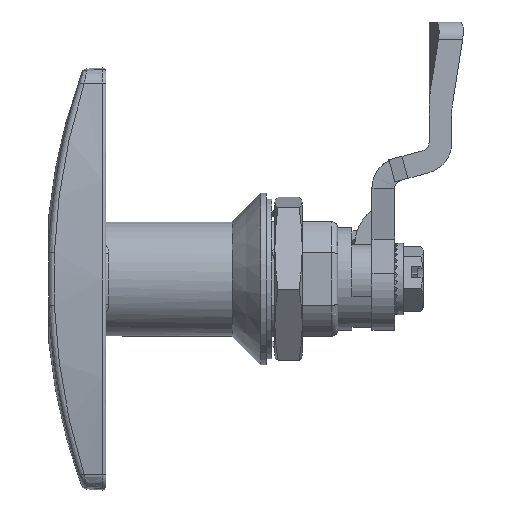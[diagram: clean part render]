
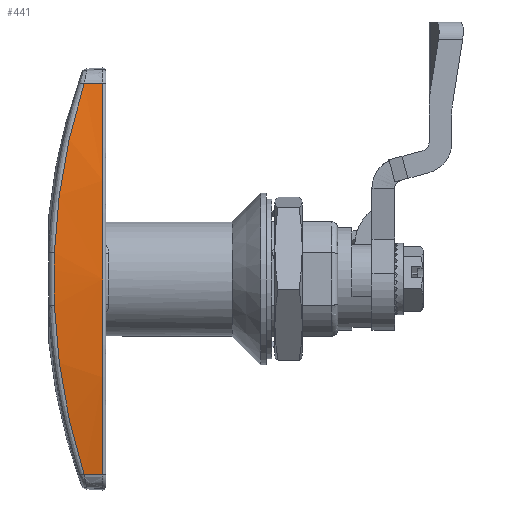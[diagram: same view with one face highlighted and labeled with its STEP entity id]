
A CAD part, left-side view. The second image highlights one B-rep face of the part: STEP entity #441.
In plain terms, the highlighted cylindrical face has radius 168.975 mm (diameter 337.949 mm), a partial arc.
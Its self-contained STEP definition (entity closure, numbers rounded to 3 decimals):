
#441=ADVANCED_FACE('',(#1013),#1014,.T.);
#1013=FACE_OUTER_BOUND('',#4882,.T.);
#1014=CYLINDRICAL_SURFACE('',#4883,168.975);
#4882=EDGE_LOOP('',(#7901,#7902,#7903,#7904,#7905,#7906));
#4883=AXIS2_PLACEMENT_3D('',#7907,#7908,#7909);
#7901=ORIENTED_EDGE('',*,*,#10650,.T.);
#7902=ORIENTED_EDGE('',*,*,#10622,.T.);
#7903=ORIENTED_EDGE('',*,*,#10651,.T.);
#7904=ORIENTED_EDGE('',*,*,#10552,.T.);
#7905=ORIENTED_EDGE('',*,*,#10652,.T.);
#7906=ORIENTED_EDGE('',*,*,#10653,.T.);
#7907=CARTESIAN_POINT('',(157.975,133.381,0.));
#7908=DIRECTION('',(0.,-1.0,0.));
#7909=DIRECTION('',(0.977,0.,-0.215));
#10552=EDGE_CURVE('',#11753,#11751,#11754,.T.);
#10622=EDGE_CURVE('',#11859,#11864,#11866,.T.);
#10650=EDGE_CURVE('',#11904,#11859,#11905,.T.);
#10651=EDGE_CURVE('',#11864,#11753,#11906,.T.);
#10652=EDGE_CURVE('',#11751,#11786,#11907,.T.);
#10653=EDGE_CURVE('',#11786,#11904,#11908,.T.);
#11751=VERTEX_POINT('',#15197);
#11753=VERTEX_POINT('',#15231);
#11754=B_SPLINE_CURVE_WITH_KNOTS('',3,(#15232,#15233,#15234,#15235,#15236,#15237,#15238),.UNSPECIFIED.,.F.,.F.,(4,3,4),(0.001,0.003,0.004),.UNSPECIFIED.);
#11786=VERTEX_POINT('',#15473);
#11859=VERTEX_POINT('',#15852);
#11864=VERTEX_POINT('',#15857);
#11866=CIRCLE('',#15859,168.975);
#11904=VERTEX_POINT('',#16237);
#11905=B_SPLINE_CURVE_WITH_KNOTS('',3,(#16238,#16239,#16240,#16241,#16242,#16243,#16244,#16245,#16246,#16247,#16248,#16249,#16250,#16251,#16252,#16253,#16254,#16255),.UNSPECIFIED.,.F.,.F.,(4,2,2,2,1,2,1,1,1,1,1,4),(0.,0.004,0.005,0.005,0.006,0.008,0.011,0.015,0.019,0.023,0.027,0.031),.UNSPECIFIED.);
#11906=B_SPLINE_CURVE_WITH_KNOTS('',3,(#16256,#16257,#16258,#16259,#16260,#16261,#16262,#16263,#16264,#16265,#16266),.UNSPECIFIED.,.F.,.F.,(4,1,1,1,1,1,1,1,4),(0.04,0.044,0.048,0.051,0.055,0.059,0.063,0.067,0.07),.UNSPECIFIED.);
#11907=CIRCLE('',#16267,168.975);
#11908=B_SPLINE_CURVE_WITH_KNOTS('',3,(#16268,#16269,#16270,#16271,#16272,#16273,#16274),.UNSPECIFIED.,.F.,.F.,(4,3,4),(0.001,0.002,0.004),.UNSPECIFIED.);
#15197=CARTESIAN_POINT('',(-7.486,28.6,-34.284));
#15231=CARTESIAN_POINT('',(-7.511,31.897,-34.162));
#15232=CARTESIAN_POINT('',(-7.511,31.897,-34.162));
#15233=CARTESIAN_POINT('',(-7.506,31.281,-34.185));
#15234=CARTESIAN_POINT('',(-7.501,30.665,-34.207));
#15235=CARTESIAN_POINT('',(-7.497,30.049,-34.23));
#15236=CARTESIAN_POINT('',(-7.493,29.566,-34.248));
#15237=CARTESIAN_POINT('',(-7.489,29.083,-34.266));
#15238=CARTESIAN_POINT('',(-7.486,28.6,-34.284));
#15473=CARTESIAN_POINT('',(-7.486,28.6,34.284));
#15852=CARTESIAN_POINT('',(-10.937,37.1,4.624));
#15857=CARTESIAN_POINT('',(-10.937,37.1,-4.624));
#15859=AXIS2_PLACEMENT_3D('',#18965,#18966,#18967);
#16237=CARTESIAN_POINT('',(-7.511,31.897,34.162));
#16238=CARTESIAN_POINT('',(-7.511,31.897,34.162));
#16239=CARTESIAN_POINT('',(-7.756,32.279,32.971));
#16240=CARTESIAN_POINT('',(-7.991,32.642,31.772));
#16241=CARTESIAN_POINT('',(-8.268,33.07,30.263));
#16242=CARTESIAN_POINT('',(-8.323,33.154,29.961));
#16243=CARTESIAN_POINT('',(-8.404,33.279,29.507));
#16244=CARTESIAN_POINT('',(-8.431,33.32,29.355));
#16245=CARTESIAN_POINT('',(-8.484,33.402,29.052));
#16246=CARTESIAN_POINT('',(-8.616,33.604,28.294));
#16247=CARTESIAN_POINT('',(-8.743,33.798,27.534));
#16248=CARTESIAN_POINT('',(-9.037,34.248,25.708));
#16249=CARTESIAN_POINT('',(-9.404,34.806,23.266));
#16250=CARTESIAN_POINT('',(-9.875,35.516,19.581));
#16251=CARTESIAN_POINT('',(-10.266,36.103,15.875));
#16252=CARTESIAN_POINT('',(-10.577,36.566,12.147));
#16253=CARTESIAN_POINT('',(-10.805,36.905,8.398));
#16254=CARTESIAN_POINT('',(-10.902,37.049,5.884));
#16255=CARTESIAN_POINT('',(-10.937,37.1,4.624));
#16256=CARTESIAN_POINT('',(-10.937,37.1,-4.624));
#16257=CARTESIAN_POINT('',(-10.902,37.048,-5.894));
#16258=CARTESIAN_POINT('',(-10.804,36.903,-8.424));
#16259=CARTESIAN_POINT('',(-10.574,36.561,-12.189));
#16260=CARTESIAN_POINT('',(-10.262,36.096,-15.925));
#16261=CARTESIAN_POINT('',(-9.869,35.508,-19.632));
#16262=CARTESIAN_POINT('',(-9.398,34.797,-23.309));
#16263=CARTESIAN_POINT('',(-8.849,33.962,-26.958));
#16264=CARTESIAN_POINT('',(-8.224,33.003,-30.577));
#16265=CARTESIAN_POINT('',(-7.757,32.28,-32.97));
#16266=CARTESIAN_POINT('',(-7.511,31.897,-34.162));
#16267=AXIS2_PLACEMENT_3D('',#19005,#19006,#19007);
#16268=CARTESIAN_POINT('',(-7.486,28.6,34.284));
#16269=CARTESIAN_POINT('',(-7.489,29.083,34.266));
#16270=CARTESIAN_POINT('',(-7.493,29.566,34.248));
#16271=CARTESIAN_POINT('',(-7.497,30.049,34.23));
#16272=CARTESIAN_POINT('',(-7.501,30.665,34.207));
#16273=CARTESIAN_POINT('',(-7.506,31.281,34.185));
#16274=CARTESIAN_POINT('',(-7.511,31.897,34.162));
#18965=CARTESIAN_POINT('',(157.975,37.1,0.));
#18966=DIRECTION('',(0.,-1.0,0.));
#18967=DIRECTION('',(-1.0,0.,0.));
#19005=CARTESIAN_POINT('',(157.975,28.6,0.));
#19006=DIRECTION('',(0.,1.0,0.));
#19007=DIRECTION('',(1.0,0.,0.));
